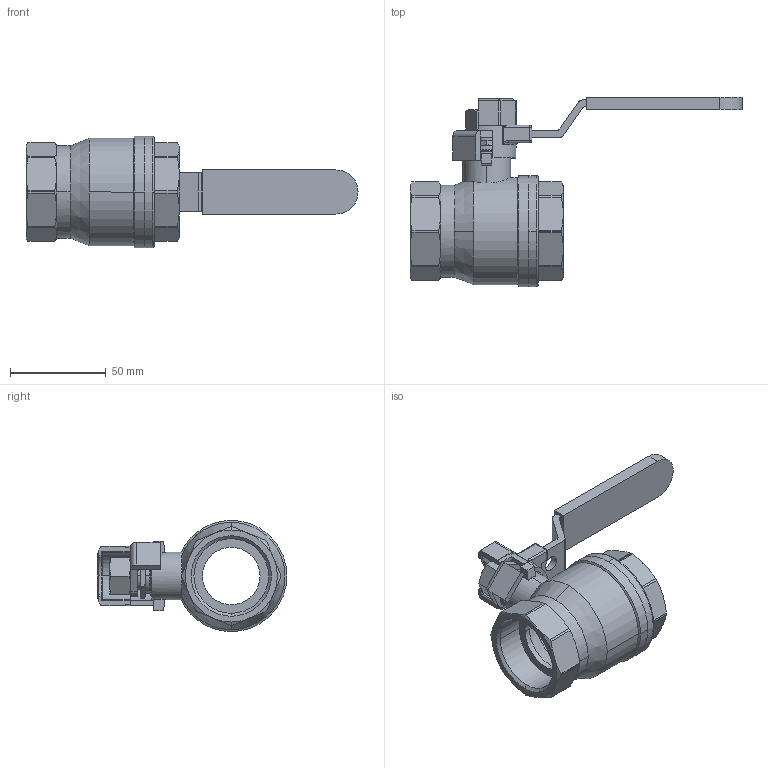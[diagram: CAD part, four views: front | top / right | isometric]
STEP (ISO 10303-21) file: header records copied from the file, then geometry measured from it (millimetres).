
FILE_DESCRIPTION(('CoCreate Modeling STEP Export'),'2;1');
FILE_NAME('9350-1_1_4-STEP-KUNDE.stp','2014-10-22T 9:07:14',(''),(''),'CoCreate Modeling STEP processor for AP214 (Solid Model)','CoCreate Modeling 16.50A 01-Dec-2009 (C) Parametric Technology GmbH','');
FILE_SCHEMA(('AUTOMOTIVE_DESIGN { 1 0 10303 214 1 1 1 1 }'));
Length unit declared in the file: millimetre
Products named in the file (16): Edelstahlgriff_DN32_DN40; Edelstahlgriff_Ummantelung_DN32_DN40; Einschraubteil__1-1_4; Körper__1-1_4; Mutter_M12; Schließlasche_DN32_DN40; Spindel__1-1_4; Stopfbuchse__1-1_4_-_2
Assembly tree (8 placements, depth 2):
  Edelstahlgriff_DN32_DN40
    Edelstahlgriff_DN32_DN40
  Edelstahlgriff_Ummantelung_DN32_DN40
    Edelstahlgriff_Ummantelung_DN32_DN40
  Einschraubteil__1-1_4
    Einschraubteil__1-1_4
  Körper__1-1_4
    Körper__1-1_4
  Mutter_M12
    Mutter_M12
Bounding box: 173.2 x 99 x 58 mm (x, y, z)
Volume: 91861.5 mm3; surface area: 62635.7 mm2
Topology: 8 solids, 8 shells, 373 faces, 997 edges, 640 vertices
Faces by surface type: plane 138, cylinder 128, cone 91, torus 6, sphere 6, bspline 4
Entity records: 15082 total; most frequent: CARTESIAN_POINT 3296, ORIENTED_EDGE 1974, DIRECTION 1570, EDGE_CURVE 987, VERTEX_POINT 640, AXIS2_PLACEMENT_3D 570, VECTOR 430, LINE 430
